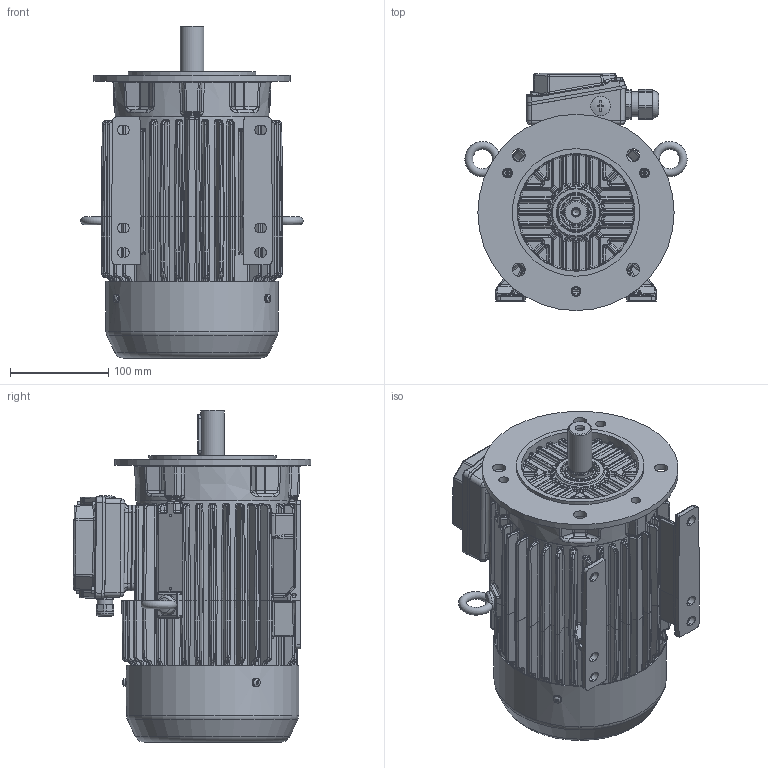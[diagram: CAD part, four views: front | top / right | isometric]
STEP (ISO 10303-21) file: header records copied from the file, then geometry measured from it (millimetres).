
FILE_DESCRIPTION(/* description */ (''),/* implementation_level */ '2;1');
FILE_NAME(/* name */ '6521749xx.stp',/* time_stamp */ '2021-03-30T11:09:58+03:00',/* author */ (''),/* organization */ (''),/* preprocessor_version */ 'ST-DEVELOPER v16',/* originating_system */ 'SIEMENS PLM Software NX 11.0',/* authorisation */ '');
FILE_SCHEMA (('AUTOMOTIVE_DESIGN { 1 0 10303 214 3 1 1 1 }'));
Products named in the file (1): 26000A30F4D8roc3
Bounding box: 226.5 x 241.98 x 338.42 mm (x, y, z)
Surface area: 513650.9 mm2 (no closed solid volume)
Topology: 0 solids, 84 shells, 3215 faces, 9688 edges, 6208 vertices
Faces by surface type: bspline 986, cylinder 904, plane 885, torus 240, cone 98, sphere 98, extrusion 4
Full cylindrical faces by diameter (mm): 2.5 x2, 4.2 x3, 5 x3, 6.5 x1, 6.8 x1, 8 x3, 8.4 x1, 8.5 x1, 8.65 x3, 10 x6, 13.5 x4, 16 x1, 17.2 x2, 18 x1, 20 x3, 23.4 x1, 24 x1, 25 x1, 25.25 x2, 27.7 x2, 34 x1, 35.5 x1, 36.9 x1, 37.1 x2, 39 x1, 130 x1, 174 x1, 176 x1, 200 x1
Entity records: 135497 total; most frequent: CARTESIAN_POINT 55970, ORIENTED_EDGE 15850, DIRECTION 15251, EDGE_CURVE 9424, VERTEX_POINT 6172, AXIS2_PLACEMENT_3D 6043, EDGE_LOOP 3553, ADVANCED_FACE 3215
